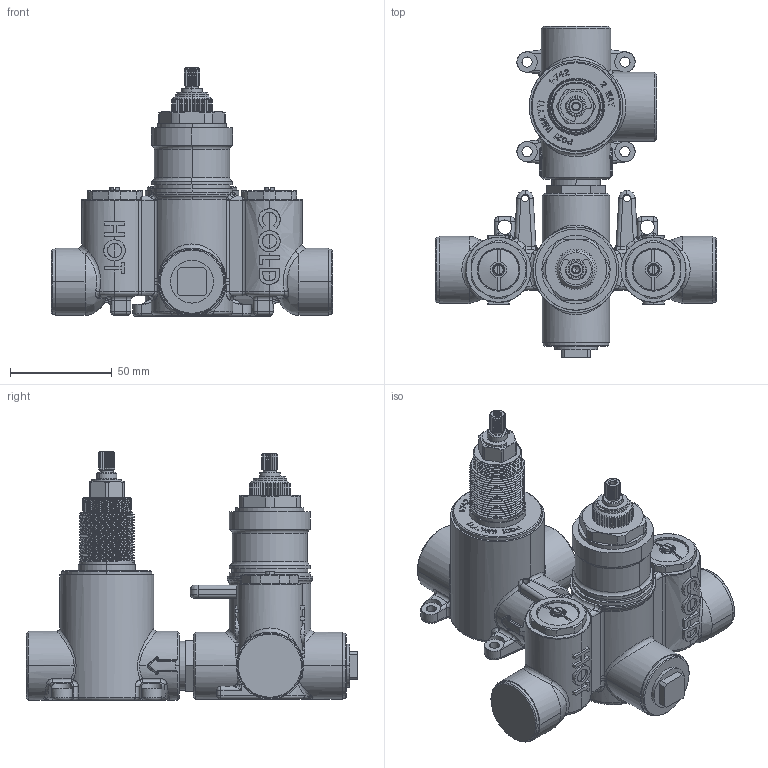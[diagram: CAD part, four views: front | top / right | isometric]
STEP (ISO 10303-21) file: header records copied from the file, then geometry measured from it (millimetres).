
FILE_DESCRIPTION((''),'2;1');
FILE_NAME('1-742_SW0001','2021-10-14T12:37:29',('jinson.thomas'),(''),'CREO PARAMETRIC BY PTC INC, 2018400','CREO PARAMETRIC BY PTC INC, 2018400','');
FILE_SCHEMA(('CONFIG_CONTROL_DESIGN'));
Length unit declared in the file: inch
Products named in the file (1): 1-742_SW0001
Bounding box: 138 x 162.61 x 122 mm (x, y, z)
Volume: 465252.3 mm3; surface area: 66436.1 mm2
Topology: 1 solids, 1 shells, 1742 faces, 4642 edges, 2906 vertices
Faces by surface type: plane 764, cylinder 406, bspline 343, cone 124, torus 63, sphere 42
Entity records: 103885 total; most frequent: CARTESIAN_POINT 63979, ORIENTED_EDGE 9172, DIRECTION 6928, EDGE_CURVE 4586, VERTEX_POINT 2906, AXIS2_PLACEMENT_3D 2358, VECTOR 2212, LINE 2212
